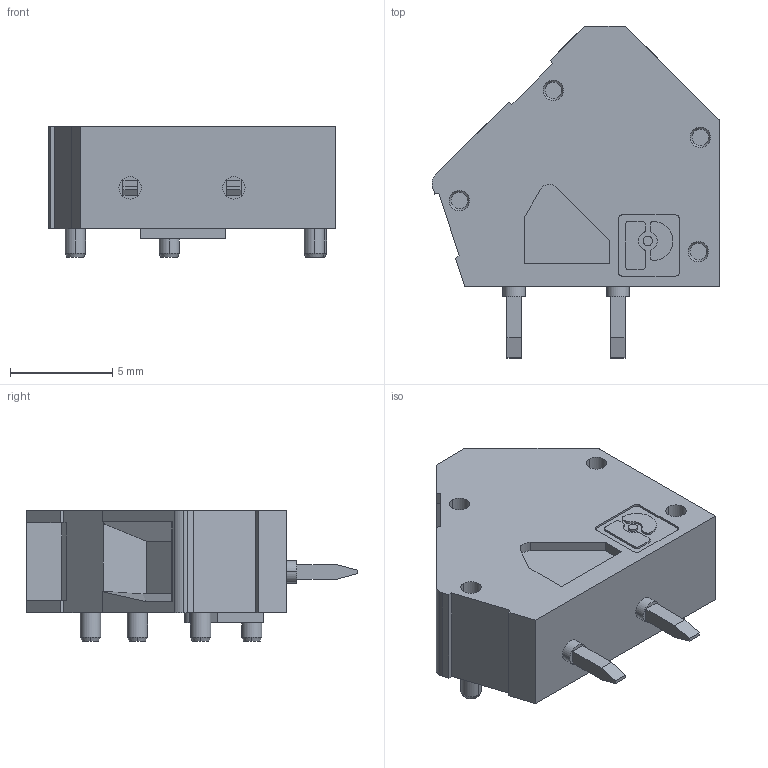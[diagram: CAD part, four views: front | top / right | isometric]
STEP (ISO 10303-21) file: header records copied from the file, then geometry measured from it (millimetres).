
FILE_DESCRIPTION(('SolidDesigner STEP Export'),'1');
FILE_NAME('zfkds_1.5c-5.0.stp','2000-10-18T15:07:43',(''),(''), 'SolidDesigner STEP processor Version: 7.0(Mar 1999)for AP214(CD)(Solid Model)', 'CoCreate SolidDesigner: 08.01 19-Jun-2000(C) CoCreate Software GmbH','');
FILE_SCHEMA(('AUTOMOTIVE_DESIGN_CC2 {1 2 10303 214 -1 1 5 1}'));
Length unit declared in the file: millimetre
Products named in the file (2): zfkds_1.5c-5.0
Assembly tree (1 placements, depth 2):
  zfkds_1.5c-5.0
    zfkds_1.5c-5.0
Bounding box: 14.1 x 16.25 x 6.4 mm (x, y, z)
Volume: 623.9 mm3; surface area: 633.3 mm2
Topology: 1 solids, 1 shells, 156 faces, 403 edges, 268 vertices
Faces by surface type: plane 91, cylinder 49, cone 16
Entity records: 5684 total; most frequent: ORIENTED_EDGE 806, CARTESIAN_POINT 751, DIRECTION 693, EDGE_CURVE 403, VECTOR 273, LINE 273, VERTEX_POINT 268, AXIS2_PLACEMENT_3D 210
